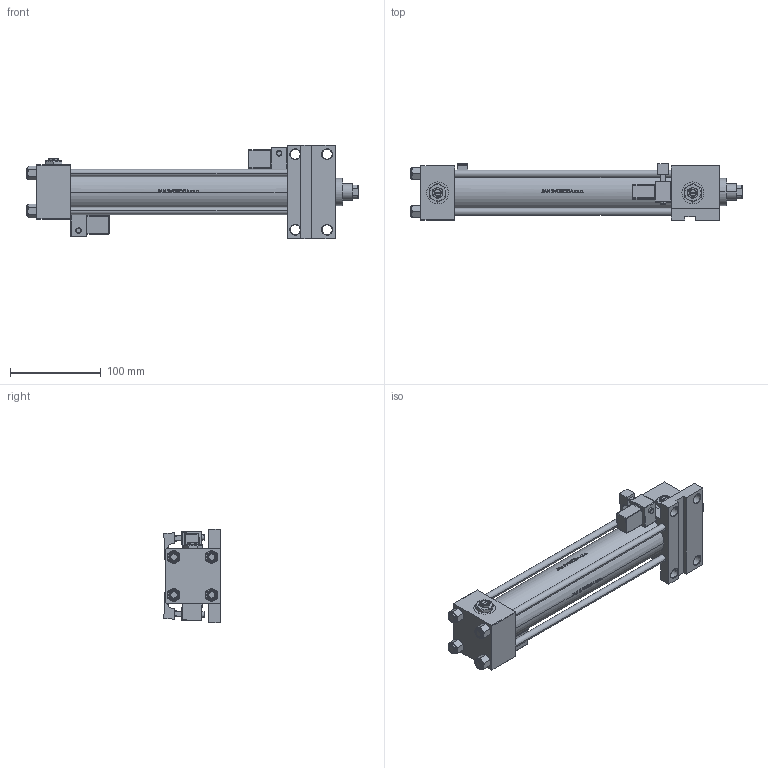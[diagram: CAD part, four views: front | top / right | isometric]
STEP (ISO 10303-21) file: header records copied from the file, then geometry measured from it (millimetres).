
FILE_DESCRIPTION (( 'STEP AP203' ), '1' );
FILE_NAME ('b0b8.STEP', '2023-08-23T07:38:04', ( '' ), ( '' ), 'SwSTEP 2.0', 'SolidWorks 2019', '' );
FILE_SCHEMA (( 'CONFIG_CONTROL_DESIGN' ));
Length unit declared in the file: millimetre
Products named in the file (8): V215CR_MSU 2ecbd77cb21be2197505fccf85edecef; NUT_M5_F 2ecbd77cb21be2197505fccf85edecef; V215CR_F_TYCINKA 2ecbd77cb21be2197505fccf85edecef; Zatka_pro_OIL_PORT 2ecbd77cb21be2197505fccf85edecef; V215_VC_A 2ecbd77cb21be2197505fccf85edecef; V215CR_F_Body 2ecbd77cb21be2197505fccf85edecef; b0b8; V215CR_VCP_F 2ecbd77cb21be2197505fccf85edecef
Assembly tree (15 placements, depth 2):
  b0b8
    V215CR_F_Body 2ecbd77cb21be2197505fccf85edecef
    V215CR_VCP_F 2ecbd77cb21be2197505fccf85edecef
    V215CR_F_TYCINKA 2ecbd77cb21be2197505fccf85edecef  x4
    NUT_M5_F 2ecbd77cb21be2197505fccf85edecef  x4
    V215_VC_A 2ecbd77cb21be2197505fccf85edecef
    V215CR_MSU 2ecbd77cb21be2197505fccf85edecef  x2
    Zatka_pro_OIL_PORT 2ecbd77cb21be2197505fccf85edecef  x2
Bounding box: 365 x 61.9 x 103 mm (x, y, z)
Volume: 616153 mm3; surface area: 203462.2 mm2
Topology: 15 solids, 15 shells, 1369 faces, 3436 edges, 2176 vertices
Faces by surface type: plane 542, bspline 380, cylinder 209, cone 194, sphere 24, torus 20
Entity records: 52854 total; most frequent: CARTESIAN_POINT 27209, ORIENTED_EDGE 5790, DIRECTION 3838, EDGE_CURVE 2895, VERTEX_POINT 1878, VECTOR 1464, LINE 1464, EDGE_LOOP 1251
